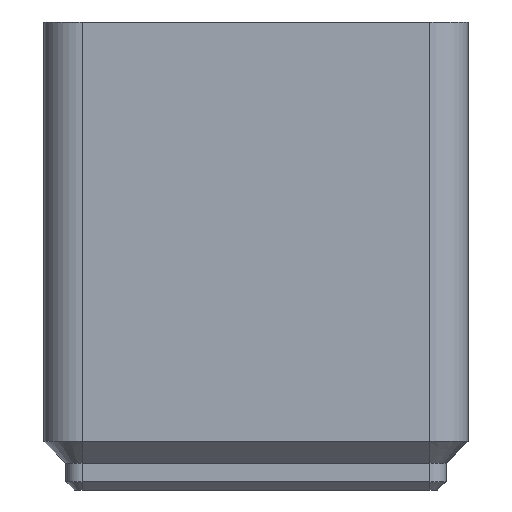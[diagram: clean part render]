
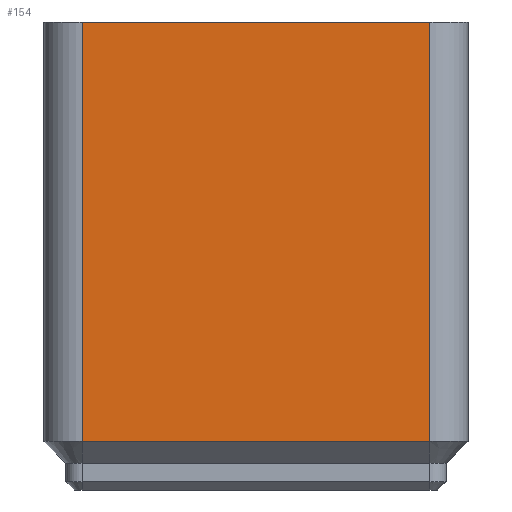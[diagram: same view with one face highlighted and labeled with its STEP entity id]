
A CAD part, left-side view. The second image highlights one B-rep face of the part: STEP entity #154.
In plain terms, the highlighted planar face has unit normal (-1, 0, 0).
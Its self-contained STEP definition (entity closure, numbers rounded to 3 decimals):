
#43=PLANE('',#1467);
#154=ADVANCED_FACE('',(#264),#43,.F.);
#264=FACE_OUTER_BOUND('',#350,.T.);
#350=EDGE_LOOP('',(#520,#521,#522,#523));
#520=ORIENTED_EDGE('',*,*,#1020,.T.);
#521=ORIENTED_EDGE('',*,*,#1021,.T.);
#522=ORIENTED_EDGE('',*,*,#1022,.T.);
#523=ORIENTED_EDGE('',*,*,#1023,.F.);
#890=VERTEX_POINT('',#2214);
#891=VERTEX_POINT('',#2215);
#892=VERTEX_POINT('',#2217);
#893=VERTEX_POINT('',#2219);
#1020=EDGE_CURVE('',#890,#891,#1194,.T.);
#1021=EDGE_CURVE('',#891,#892,#1195,.T.);
#1022=EDGE_CURVE('',#892,#893,#1196,.T.);
#1023=EDGE_CURVE('',#890,#893,#1197,.T.);
#1194=LINE('',#2213,#1330);
#1195=LINE('',#2216,#1331);
#1196=LINE('',#2218,#1332);
#1197=LINE('',#2220,#1333);
#1330=VECTOR('',#1670,1.);
#1331=VECTOR('',#1671,1.);
#1332=VECTOR('',#1672,1.);
#1333=VECTOR('',#1673,1.);
#1467=AXIS2_PLACEMENT_3D('',#2221,#1674,#1675);
#1670=DIRECTION('',(0.,0.,-1.));
#1671=DIRECTION('',(0.,-1.,0.));
#1672=DIRECTION('',(0.,0.,1.));
#1673=DIRECTION('',(0.,-1.,0.));
#1674=DIRECTION('',(1.,0.,0.));
#1675=DIRECTION('',(0.,0.,-1.));
#2213=CARTESIAN_POINT('',(-20.75,17.,45.8));
#2214=CARTESIAN_POINT('',(-20.75,17.,45.8));
#2215=CARTESIAN_POINT('',(-20.75,17.,4.75));
#2216=CARTESIAN_POINT('',(-20.75,-17.,4.75));
#2217=CARTESIAN_POINT('',(-20.75,-17.,4.75));
#2218=CARTESIAN_POINT('',(-20.75,-17.,45.8));
#2219=CARTESIAN_POINT('',(-20.75,-17.,45.8));
#2220=CARTESIAN_POINT('',(-20.75,20.75,45.8));
#2221=CARTESIAN_POINT('',(-20.75,20.75,45.8));
